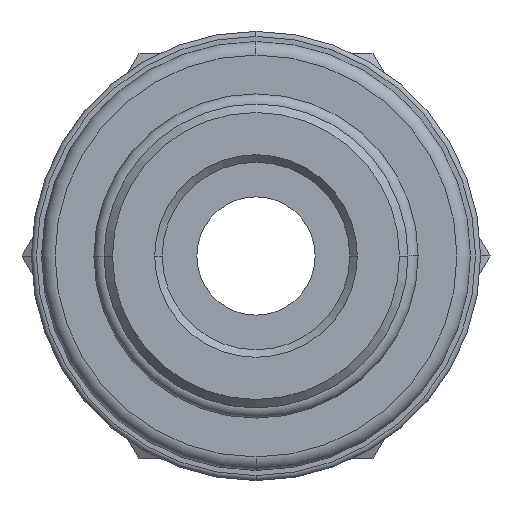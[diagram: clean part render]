
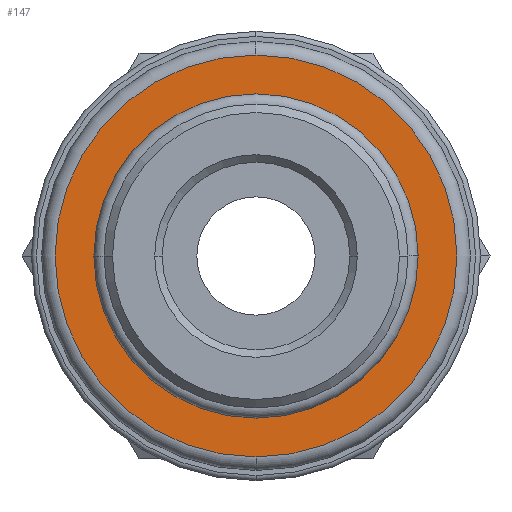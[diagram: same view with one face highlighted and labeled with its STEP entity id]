
A CAD part, front view. The second image highlights one B-rep face of the part: STEP entity #147.
In plain terms, the highlighted planar face has unit normal (0, -1, 0).
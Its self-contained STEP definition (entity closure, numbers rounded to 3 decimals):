
#147=ADVANCED_FACE('',(#369,#370),#371,.T.);
#369=FACE_BOUND('',#674,.T.);
#370=FACE_OUTER_BOUND('',#675,.T.);
#371=PLANE('',#676);
#674=EDGE_LOOP('',(#1046,#1047,#1048));
#675=EDGE_LOOP('',(#1049,#1050,#1051));
#676=AXIS2_PLACEMENT_3D('',#1052,#1053,#1054);
#1046=ORIENTED_EDGE('',*,*,#1806,.T.);
#1047=ORIENTED_EDGE('',*,*,#1807,.T.);
#1048=ORIENTED_EDGE('',*,*,#1808,.T.);
#1049=ORIENTED_EDGE('',*,*,#1769,.F.);
#1050=ORIENTED_EDGE('',*,*,#1768,.F.);
#1051=ORIENTED_EDGE('',*,*,#1809,.F.);
#1052=CARTESIAN_POINT('',(10.45,3.0,0.0));
#1053=DIRECTION('',(-0.0,-1.0,-0.0));
#1054=DIRECTION('',(-1.0,0.0,0.0));
#1768=EDGE_CURVE('',#2100,#2103,#2104,.T.);
#1769=EDGE_CURVE('',#2103,#2105,#2106,.T.);
#1806=EDGE_CURVE('',#2164,#2165,#2166,.T.);
#1807=EDGE_CURVE('',#2165,#2167,#2168,.T.);
#1808=EDGE_CURVE('',#2167,#2164,#2169,.T.);
#1809=EDGE_CURVE('',#2105,#2100,#2170,.T.);
#2100=VERTEX_POINT('',#2579);
#2103=VERTEX_POINT('',#2582);
#2104=CIRCLE('',#2583,11.9);
#2105=VERTEX_POINT('',#2584);
#2106=CIRCLE('',#2585,11.9);
#2164=VERTEX_POINT('',#2651);
#2165=VERTEX_POINT('',#2652);
#2166=CIRCLE('',#2653,9.52);
#2167=VERTEX_POINT('',#2654);
#2168=CIRCLE('',#2655,9.52);
#2169=CIRCLE('',#2656,9.52);
#2170=CIRCLE('',#2657,11.9);
#2579=CARTESIAN_POINT('',(0.,3.0,11.9));
#2582=CARTESIAN_POINT('',(11.9,3.0,0.0));
#2583=AXIS2_PLACEMENT_3D('',#3286,#3287,#3288);
#2584=CARTESIAN_POINT('',(0.,3.0,-11.9));
#2585=AXIS2_PLACEMENT_3D('',#3289,#3290,#3291);
#2651=CARTESIAN_POINT('',(0.,3.0,9.52));
#2652=CARTESIAN_POINT('',(9.52,3.0,0.));
#2653=AXIS2_PLACEMENT_3D('',#3360,#3361,#3362);
#2654=CARTESIAN_POINT('',(-9.52,3.0,0.));
#2655=AXIS2_PLACEMENT_3D('',#3363,#3364,#3365);
#2656=AXIS2_PLACEMENT_3D('',#3366,#3367,#3368);
#2657=AXIS2_PLACEMENT_3D('',#3369,#3370,#3371);
#3286=CARTESIAN_POINT('',(0.0,3.0,0.0));
#3287=DIRECTION('',(-0.0,1.0,0.0));
#3288=DIRECTION('',(1.0,0.0,0.0));
#3289=CARTESIAN_POINT('',(0.0,3.0,0.0));
#3290=DIRECTION('',(-0.0,1.0,0.0));
#3291=DIRECTION('',(1.0,0.0,0.0));
#3360=CARTESIAN_POINT('',(0.0,3.0,0.0));
#3361=DIRECTION('',(0.0,1.0,0.0));
#3362=DIRECTION('',(0.0,0.0,-1.0));
#3363=CARTESIAN_POINT('',(0.0,3.0,0.0));
#3364=DIRECTION('',(0.0,1.0,0.0));
#3365=DIRECTION('',(0.0,0.0,-1.0));
#3366=CARTESIAN_POINT('',(0.0,3.0,0.0));
#3367=DIRECTION('',(0.0,1.0,0.0));
#3368=DIRECTION('',(0.0,0.0,-1.0));
#3369=CARTESIAN_POINT('',(0.0,3.0,0.0));
#3370=DIRECTION('',(-0.0,1.0,0.0));
#3371=DIRECTION('',(1.0,0.0,0.0));
